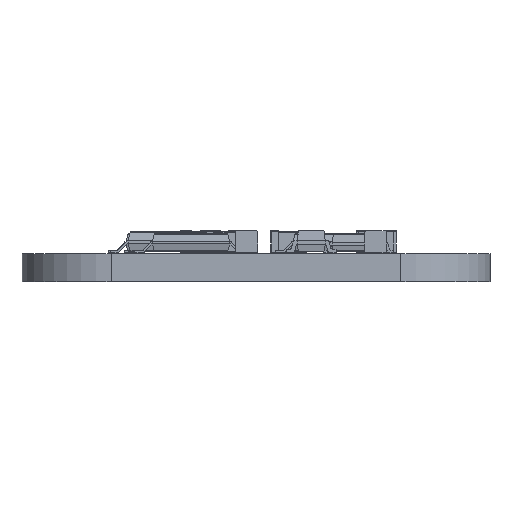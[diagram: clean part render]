
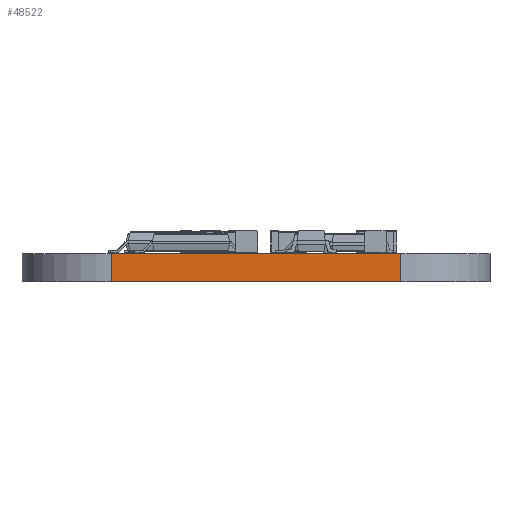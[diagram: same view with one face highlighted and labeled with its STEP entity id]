
A CAD part, front view. The second image highlights one B-rep face of the part: STEP entity #48522.
In plain terms, the highlighted planar face has unit normal (0, -1, 0).
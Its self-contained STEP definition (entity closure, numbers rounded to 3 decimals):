
#47074 = VERTEX_POINT('',#47075);
#47075 = CARTESIAN_POINT('',(3.175,-74.295,0.));
#47082 = EDGE_CURVE('',#47083,#47074,#47085,.T.);
#47083 = VERTEX_POINT('',#47084);
#47084 = CARTESIAN_POINT('',(19.685,-74.295,0.));
#47085 = LINE('',#47086,#47087);
#47086 = CARTESIAN_POINT('',(19.685,-74.295,0.));
#47087 = VECTOR('',#47088,1.);
#47088 = DIRECTION('',(-1.,0.,0.));
#47759 = VERTEX_POINT('',#47760);
#47760 = CARTESIAN_POINT('',(3.175,-74.295,1.6));
#47767 = EDGE_CURVE('',#47768,#47759,#47770,.T.);
#47768 = VERTEX_POINT('',#47769);
#47769 = CARTESIAN_POINT('',(19.685,-74.295,1.6));
#47770 = LINE('',#47771,#47772);
#47771 = CARTESIAN_POINT('',(19.685,-74.295,1.6));
#47772 = VECTOR('',#47773,1.);
#47773 = DIRECTION('',(-1.,0.,0.));
#48492 = EDGE_CURVE('',#47074,#47759,#48493,.T.);
#48493 = LINE('',#48494,#48495);
#48494 = CARTESIAN_POINT('',(3.175,-74.295,0.));
#48495 = VECTOR('',#48496,1.);
#48496 = DIRECTION('',(0.,0.,1.));
#48511 = EDGE_CURVE('',#47083,#47768,#48512,.T.);
#48512 = LINE('',#48513,#48514);
#48513 = CARTESIAN_POINT('',(19.685,-74.295,0.));
#48514 = VECTOR('',#48515,1.);
#48515 = DIRECTION('',(0.,0.,1.));
#48522 = ADVANCED_FACE('',(#48523),#48529,.T.);
#48523 = FACE_BOUND('',#48524,.T.);
#48524 = EDGE_LOOP('',(#48525,#48526,#48527,#48528));
#48525 = ORIENTED_EDGE('',*,*,#48511,.T.);
#48526 = ORIENTED_EDGE('',*,*,#47767,.T.);
#48527 = ORIENTED_EDGE('',*,*,#48492,.F.);
#48528 = ORIENTED_EDGE('',*,*,#47082,.F.);
#48529 = PLANE('',#48530);
#48530 = AXIS2_PLACEMENT_3D('',#48531,#48532,#48533);
#48531 = CARTESIAN_POINT('',(19.685,-74.295,0.));
#48532 = DIRECTION('',(0.,-1.,0.));
#48533 = DIRECTION('',(-1.,0.,0.));
